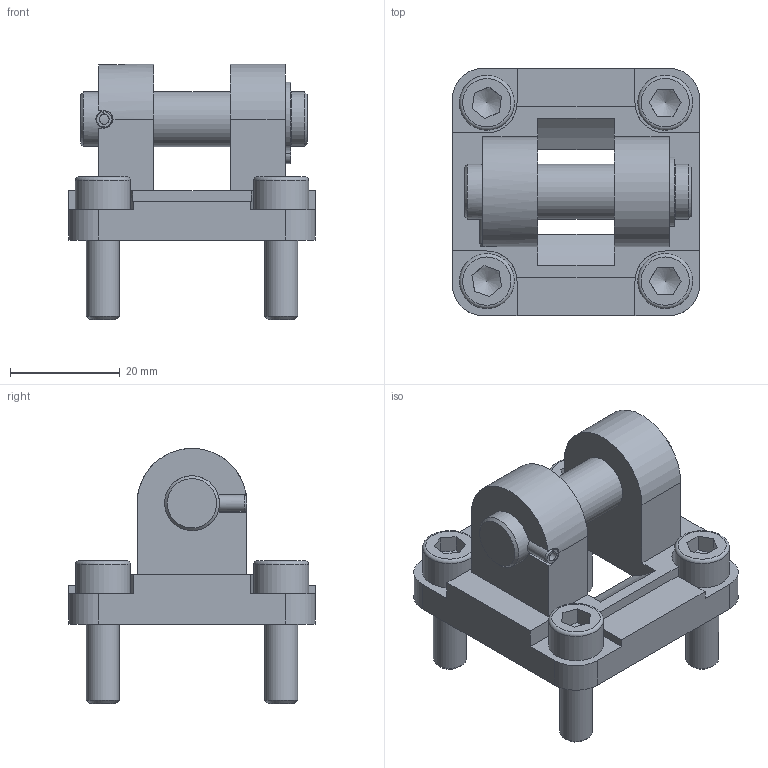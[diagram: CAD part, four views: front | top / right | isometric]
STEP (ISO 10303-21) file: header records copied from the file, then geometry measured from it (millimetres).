
FILE_DESCRIPTION(/* description */ (''),/* implementation_level */ '2;1');
FILE_NAME(/* name */ 'CAD_9200.stp',/* time_stamp */ '2016-06-08T16:44:25+02:00',/* author */ ('Hypex'),/* organization */ ('Hypex'),/* preprocessor_version */ 'ST-DEVELOPER v16.1',/* originating_system */ 'Autodesk Inventor 2016',/* authorisation */ '');
FILE_SCHEMA (('AUTOMOTIVE_DESIGN { 1 0 10303 214 3 1 1 }'));
Length unit declared in the file: millimetre
Products named in the file (1): CAD_9200
Bounding box: 45 x 45 x 46.5 mm (x, y, z)
Volume: 23943 mm3; surface area: 11795.5 mm2
Topology: 1 solids, 1 shells, 153 faces, 376 edges, 244 vertices
Faces by surface type: plane 83, cylinder 47, cone 15, torus 8
Full cylindrical faces by diameter (mm): 1.5 x2, 3 x1, 6 x4, 6.6 x4, 9.5 x1, 10 x7, 30 x1
Entity records: 4599 total; most frequent: CARTESIAN_POINT 980, DIRECTION 708, ORIENTED_EDGE 660, EDGE_CURVE 330, AXIS2_PLACEMENT_3D 266, VERTEX_POINT 237, EDGE_LOOP 213, LINE 176
